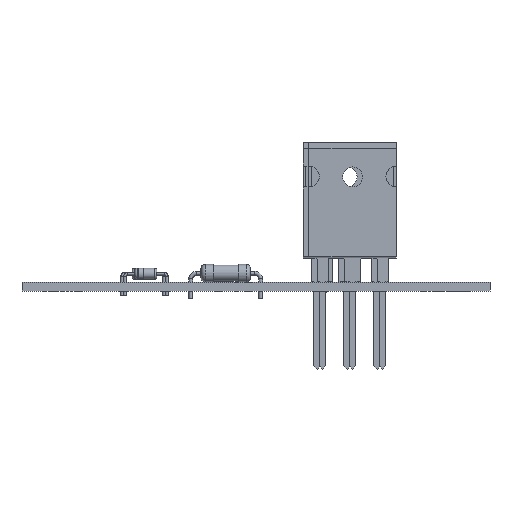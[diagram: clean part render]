
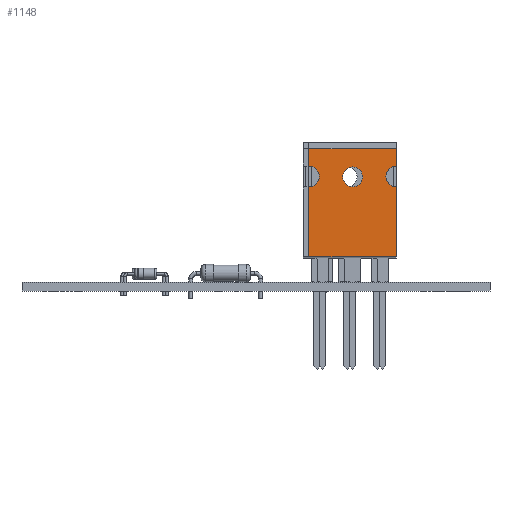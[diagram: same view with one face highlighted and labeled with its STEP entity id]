
A CAD part, front view. The second image highlights one B-rep face of the part: STEP entity #1148.
In plain terms, the highlighted planar face has unit normal (0, -1, 0).
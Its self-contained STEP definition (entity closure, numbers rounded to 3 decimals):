
#940 = VERTEX_POINT('',#941);
#941 = CARTESIAN_POINT('',(-2.5,-2.33,4.62));
#972 = VERTEX_POINT('',#973);
#973 = CARTESIAN_POINT('',(-2.5,-2.33,24.16));
#979 = EDGE_CURVE('',#980,#972,#982,.T.);
#980 = VERTEX_POINT('',#981);
#981 = CARTESIAN_POINT('',(-2.5,-2.33,21.065));
#982 = LINE('',#983,#984);
#983 = CARTESIAN_POINT('',(-2.5,-2.33,4.62));
#984 = VECTOR('',#985,1.);
#985 = DIRECTION('',(0.,0.,1.));
#1004 = VERTEX_POINT('',#1005);
#1005 = CARTESIAN_POINT('',(-2.5,-2.33,17.255));
#1011 = EDGE_CURVE('',#940,#1004,#1012,.T.);
#1012 = LINE('',#1013,#1014);
#1013 = CARTESIAN_POINT('',(-2.5,-2.33,4.62));
#1014 = VECTOR('',#1015,1.);
#1015 = DIRECTION('',(0.,0.,1.));
#1131 = VERTEX_POINT('',#1132);
#1132 = CARTESIAN_POINT('',(13.4,-2.33,4.62));
#1138 = EDGE_CURVE('',#940,#1131,#1139,.T.);
#1139 = LINE('',#1140,#1141);
#1140 = CARTESIAN_POINT('',(-2.5,-2.33,4.62));
#1141 = VECTOR('',#1142,1.);
#1142 = DIRECTION('',(1.,0.,0.));
#1148 = ADVANCED_FACE('',(#1149,#1192),#1203,.T.);
#1149 = FACE_BOUND('',#1150,.T.);
#1150 = EDGE_LOOP('',(#1151,#1152,#1153,#1161,#1170,#1178,#1184,#1185));
#1151 = ORIENTED_EDGE('',*,*,#1011,.F.);
#1152 = ORIENTED_EDGE('',*,*,#1138,.T.);
#1153 = ORIENTED_EDGE('',*,*,#1154,.T.);
#1154 = EDGE_CURVE('',#1131,#1155,#1157,.T.);
#1155 = VERTEX_POINT('',#1156);
#1156 = CARTESIAN_POINT('',(13.4,-2.33,17.255));
#1157 = LINE('',#1158,#1159);
#1158 = CARTESIAN_POINT('',(13.4,-2.33,4.62));
#1159 = VECTOR('',#1160,1.);
#1160 = DIRECTION('',(0.,0.,1.));
#1161 = ORIENTED_EDGE('',*,*,#1162,.F.);
#1162 = EDGE_CURVE('',#1163,#1155,#1165,.T.);
#1163 = VERTEX_POINT('',#1164);
#1164 = CARTESIAN_POINT('',(13.4,-2.33,21.065));
#1165 = CIRCLE('',#1166,1.905);
#1166 = AXIS2_PLACEMENT_3D('',#1167,#1168,#1169);
#1167 = CARTESIAN_POINT('',(13.4,-2.33,19.16));
#1168 = DIRECTION('',(0.,-1.,0.));
#1169 = DIRECTION('',(0.,0.,-1.));
#1170 = ORIENTED_EDGE('',*,*,#1171,.T.);
#1171 = EDGE_CURVE('',#1163,#1172,#1174,.T.);
#1172 = VERTEX_POINT('',#1173);
#1173 = CARTESIAN_POINT('',(13.4,-2.33,24.16));
#1174 = LINE('',#1175,#1176);
#1175 = CARTESIAN_POINT('',(13.4,-2.33,4.62));
#1176 = VECTOR('',#1177,1.);
#1177 = DIRECTION('',(0.,0.,1.));
#1178 = ORIENTED_EDGE('',*,*,#1179,.F.);
#1179 = EDGE_CURVE('',#972,#1172,#1180,.T.);
#1180 = LINE('',#1181,#1182);
#1181 = CARTESIAN_POINT('',(-2.5,-2.33,24.16));
#1182 = VECTOR('',#1183,1.);
#1183 = DIRECTION('',(1.,0.,0.));
#1184 = ORIENTED_EDGE('',*,*,#979,.F.);
#1185 = ORIENTED_EDGE('',*,*,#1186,.F.);
#1186 = EDGE_CURVE('',#1004,#980,#1187,.T.);
#1187 = CIRCLE('',#1188,1.905);
#1188 = AXIS2_PLACEMENT_3D('',#1189,#1190,#1191);
#1189 = CARTESIAN_POINT('',(-2.5,-2.33,19.16));
#1190 = DIRECTION('',(0.,-1.,0.));
#1191 = DIRECTION('',(0.,0.,-1.));
#1192 = FACE_BOUND('',#1193,.T.);
#1193 = EDGE_LOOP('',(#1194));
#1194 = ORIENTED_EDGE('',*,*,#1195,.T.);
#1195 = EDGE_CURVE('',#1196,#1196,#1198,.T.);
#1196 = VERTEX_POINT('',#1197);
#1197 = CARTESIAN_POINT('',(5.45,-2.33,20.905));
#1198 = CIRCLE('',#1199,1.805);
#1199 = AXIS2_PLACEMENT_3D('',#1200,#1201,#1202);
#1200 = CARTESIAN_POINT('',(5.45,-2.33,19.1));
#1201 = DIRECTION('',(0.,1.,0.));
#1202 = DIRECTION('',(0.,0.,1.));
#1203 = PLANE('',#1204);
#1204 = AXIS2_PLACEMENT_3D('',#1205,#1206,#1207);
#1205 = CARTESIAN_POINT('',(-2.5,-2.33,4.62));
#1206 = DIRECTION('',(0.,-1.,0.));
#1207 = DIRECTION('',(0.,0.,1.));
